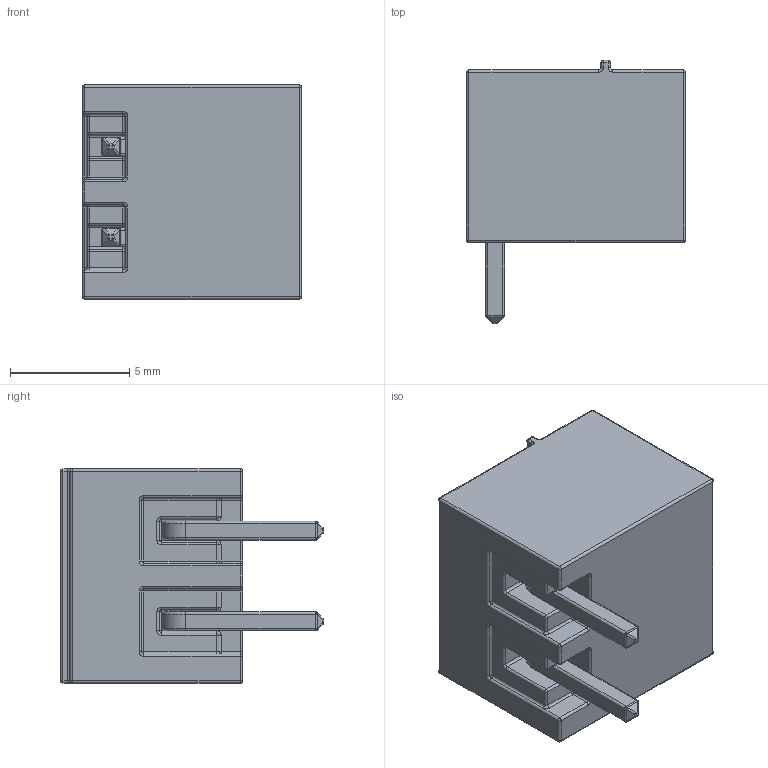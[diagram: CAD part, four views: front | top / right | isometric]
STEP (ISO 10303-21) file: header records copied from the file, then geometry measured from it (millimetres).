
FILE_DESCRIPTION (( 'STEP AP214' ), '1' );
FILE_NAME ('Header 3.81mm.STEP', '2018-05-07T17:40:11', ( '' ), ( '' ), 'SwSTEP 2.0', 'SolidWorks 2017', '' );
FILE_SCHEMA (( 'AUTOMOTIVE_DESIGN' ));
Length unit declared in the file: millimetre
Products named in the file (1): Header 3.81mm
Bounding box: 9.2 x 11.05 x 9.01 mm (x, y, z)
Volume: 378.9 mm3; surface area: 808.7 mm2
Topology: 1 solids, 1 shells, 516 faces, 1150 edges, 566 vertices
Faces by surface type: cylinder 238, sphere 110, plane 94, torus 74
Entity records: 19198 total; most frequent: DIRECTION 2690, CARTESIAN_POINT 2277, ORIENTED_EDGE 2148, AXIS2_PLACEMENT_3D 1109, EDGE_CURVE 1074, CIRCLE 592, VERTEX_POINT 566, EDGE_LOOP 522
